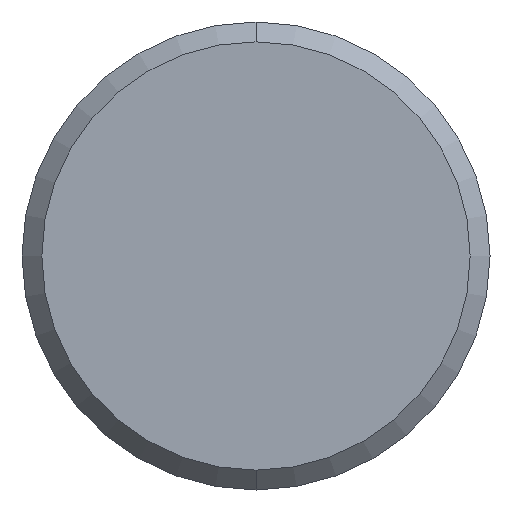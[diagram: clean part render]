
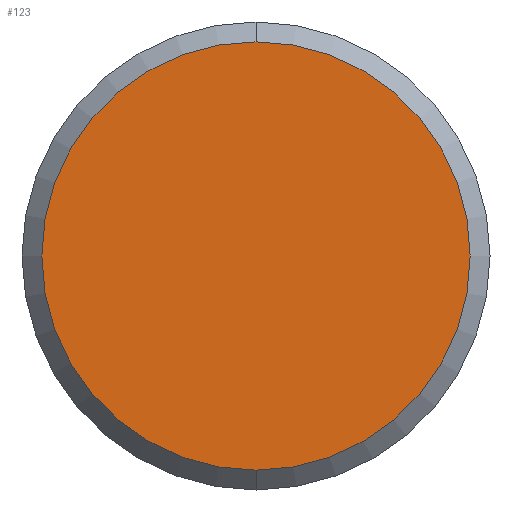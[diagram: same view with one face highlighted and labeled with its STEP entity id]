
A CAD part, front view. The second image highlights one B-rep face of the part: STEP entity #123.
In plain terms, the highlighted planar face has unit normal (0, -1, 0).
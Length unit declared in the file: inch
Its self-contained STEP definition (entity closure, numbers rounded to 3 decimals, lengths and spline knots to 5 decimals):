
#16 = DIRECTION ( 'NONE',  ( 0., -1., 0. ) ) ;
#36 = DIRECTION ( 'NONE',  ( 0., 0., 1. ) ) ;
#39 = EDGE_LOOP ( 'NONE', ( #71, #181 ) ) ;
#71 = ORIENTED_EDGE ( 'NONE', *, *, #94, .T. ) ;
#73 = CARTESIAN_POINT ( 'NONE',  ( 0., 0., 0.21607 ) ) ;
#83 = CARTESIAN_POINT ( 'NONE',  ( 0., 0., 0. ) ) ;
#85 = CARTESIAN_POINT ( 'NONE',  ( 0., 0., -0.21607 ) ) ;
#87 = DIRECTION ( 'NONE',  ( 0., 0., 1. ) ) ;
#88 = CIRCLE ( 'NONE', #228, 0.21607 ) ;
#90 = DIRECTION ( 'NONE',  ( 0., 1., 0. ) ) ;
#94 = EDGE_CURVE ( 'NONE', #237, #265, #274, .T. ) ;
#102 = DIRECTION ( 'NONE',  ( 0., 0., 1. ) ) ;
#106 = CARTESIAN_POINT ( 'NONE',  ( 0., 0., 0. ) ) ;
#122 = FACE_OUTER_BOUND ( 'NONE', #39, .T. ) ;
#123 = ADVANCED_FACE ( 'NONE', ( #122 ), #175, .F. ) ;
#146 = DIRECTION ( 'NONE',  ( 0., -1., 0. ) ) ;
#149 = CARTESIAN_POINT ( 'NONE',  ( 0., 0., 0. ) ) ;
#175 = PLANE ( 'NONE',  #245 ) ;
#181 = ORIENTED_EDGE ( 'NONE', *, *, #206, .T. ) ;
#206 = EDGE_CURVE ( 'NONE', #265, #237, #88, .T. ) ;
#228 = AXIS2_PLACEMENT_3D ( 'NONE', #149, #146, #36 ) ;
#237 = VERTEX_POINT ( 'NONE', #73 ) ;
#245 = AXIS2_PLACEMENT_3D ( 'NONE', #106, #90, #87 ) ;
#253 = AXIS2_PLACEMENT_3D ( 'NONE', #83, #16, #102 ) ;
#265 = VERTEX_POINT ( 'NONE', #85 ) ;
#274 = CIRCLE ( 'NONE', #253, 0.21607 ) ;
